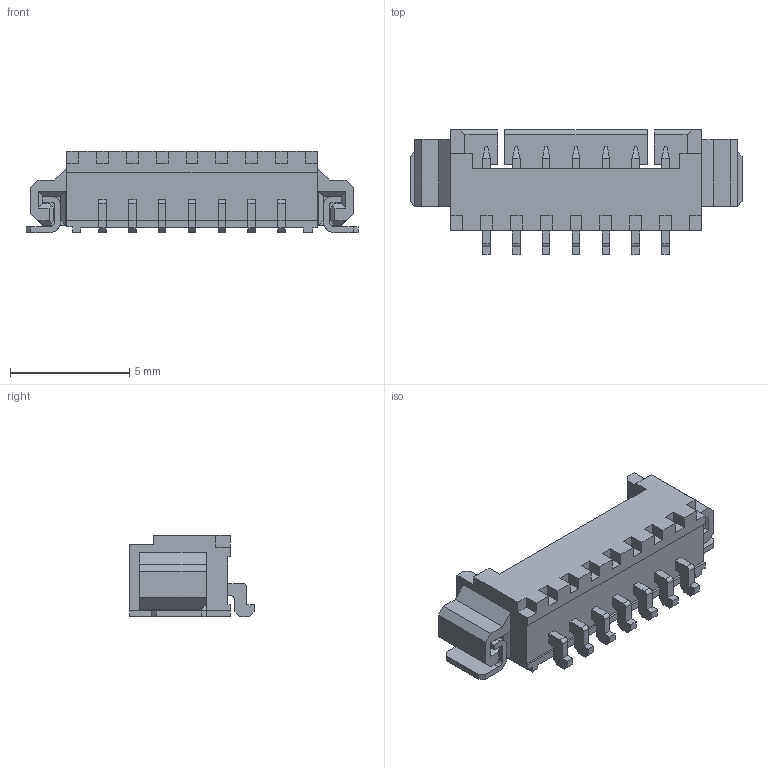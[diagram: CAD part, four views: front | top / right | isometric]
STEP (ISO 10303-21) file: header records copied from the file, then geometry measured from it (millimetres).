
FILE_DESCRIPTION((''),'2;1');
FILE_NAME('532610771','2014-11-12T',('me'),(''),'PRO/ENGINEER BY PARAMETRIC TECHNOLOGY CORPORATION, 2011490','PRO/ENGINEER BY PARAMETRIC TECHNOLOGY CORPORATION, 2011490','');
FILE_SCHEMA(('CONFIG_CONTROL_DESIGN'));
Length unit declared in the file: millimetre
Products named in the file (1): 532610771
Bounding box: 13.9 x 5.2 x 3.4 mm (x, y, z)
Volume: 85.1 mm3; surface area: 346.9 mm2
Topology: 1 solids, 1 shells, 334 faces, 941 edges, 632 vertices
Faces by surface type: plane 312, cylinder 22
Entity records: 10517 total; most frequent: CARTESIAN_POINT 1858, ORIENTED_EDGE 1796, DIRECTION 1659, EDGE_CURVE 898, VECTOR 893, LINE 893, VERTEX_POINT 582, AXIS2_PLACEMENT_3D 383
